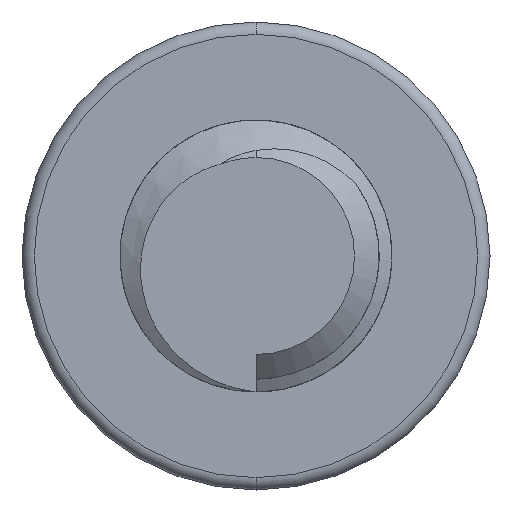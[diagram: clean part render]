
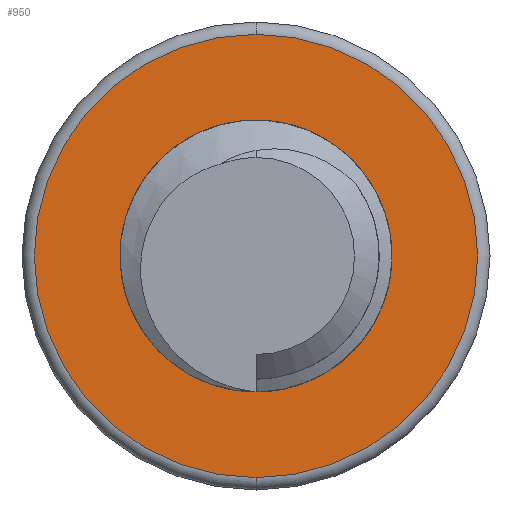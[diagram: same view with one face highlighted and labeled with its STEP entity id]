
A CAD part, front view. The second image highlights one B-rep face of the part: STEP entity #950.
In plain terms, the highlighted planar face has unit normal (0, -1, 0).
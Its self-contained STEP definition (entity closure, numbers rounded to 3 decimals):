
#84 = ORIENTED_EDGE ( 'NONE', *, *, #1007, .F. ) ;
#475 = EDGE_CURVE ( 'NONE', #1973, #1974, #610, .T. ) ;
#488 = EDGE_CURVE ( 'NONE', #2015, #1981, #598, .T. ) ;
#598 = CIRCLE ( 'NONE', #602, 9. ) ;
#601 = AXIS2_PLACEMENT_3D ( 'NONE', #4741, #4740, #4739 ) ;
#602 = AXIS2_PLACEMENT_3D ( 'NONE', #4670, #4669, #4668 ) ;
#610 = CIRCLE ( 'NONE', #601, 4.5 ) ;
#699 = AXIS2_PLACEMENT_3D ( 'NONE', #1124, #1125, #1121 ) ;
#909 = EDGE_CURVE ( 'NONE', #1981, #2015, #1064, .T. ) ;
#950 = ADVANCED_FACE ( 'NONE', ( #2098, #2099 ), #1127, .F. ) ;
#1007 = EDGE_CURVE ( 'NONE', #1974, #1973, #2989, .T. ) ;
#1062 = AXIS2_PLACEMENT_3D ( 'NONE', #1217, #1218, #1216 ) ;
#1064 = CIRCLE ( 'NONE', #1062, 9. ) ;
#1121 = DIRECTION ( 'NONE',  ( 0., 0., 1. ) ) ;
#1124 = CARTESIAN_POINT ( 'NONE',  ( 0., 30., 4.5 ) ) ;
#1125 = DIRECTION ( 'NONE',  ( 0., 1., 0. ) ) ;
#1127 = PLANE ( 'NONE',  #699 ) ;
#1216 = DIRECTION ( 'NONE',  ( 0., 0., 1. ) ) ;
#1217 = CARTESIAN_POINT ( 'NONE',  ( 0., 30., 0. ) ) ;
#1218 = DIRECTION ( 'NONE',  ( 0., -1., 0. ) ) ;
#1973 = VERTEX_POINT ( 'NONE', #2912 ) ;
#1974 = VERTEX_POINT ( 'NONE', #2913 ) ;
#1981 = VERTEX_POINT ( 'NONE', #2920 ) ;
#2015 = VERTEX_POINT ( 'NONE', #2954 ) ;
#2098 = FACE_OUTER_BOUND ( 'NONE', #4566, .T. ) ;
#2099 = FACE_BOUND ( 'NONE', #4585, .T. ) ;
#2912 = CARTESIAN_POINT ( 'NONE',  ( 0., 30., 4.5 ) ) ;
#2913 = CARTESIAN_POINT ( 'NONE',  ( 0., 30., -4.5 ) ) ;
#2920 = CARTESIAN_POINT ( 'NONE',  ( 0., 30., -9. ) ) ;
#2954 = CARTESIAN_POINT ( 'NONE',  ( 0., 30., 9. ) ) ;
#2989 = CIRCLE ( 'NONE', #2996, 4.5 ) ;
#2996 = AXIS2_PLACEMENT_3D ( 'NONE', #3771, #3772, #3773 ) ;
#3771 = CARTESIAN_POINT ( 'NONE',  ( 0., 30., 0. ) ) ;
#3772 = DIRECTION ( 'NONE',  ( 0., -1., 0. ) ) ;
#3773 = DIRECTION ( 'NONE',  ( 0., 0., -1. ) ) ;
#4542 = ORIENTED_EDGE ( 'NONE', *, *, #909, .T. ) ;
#4552 = ORIENTED_EDGE ( 'NONE', *, *, #488, .T. ) ;
#4566 = EDGE_LOOP ( 'NONE', ( #4552, #4542 ) ) ;
#4580 = ORIENTED_EDGE ( 'NONE', *, *, #475, .F. ) ;
#4585 = EDGE_LOOP ( 'NONE', ( #84, #4580 ) ) ;
#4668 = DIRECTION ( 'NONE',  ( 0., 0., 1. ) ) ;
#4669 = DIRECTION ( 'NONE',  ( 0., -1., 0. ) ) ;
#4670 = CARTESIAN_POINT ( 'NONE',  ( 0., 30., 0. ) ) ;
#4739 = DIRECTION ( 'NONE',  ( 0., 0., -1. ) ) ;
#4740 = DIRECTION ( 'NONE',  ( 0., -1., 0. ) ) ;
#4741 = CARTESIAN_POINT ( 'NONE',  ( 0., 30., 0. ) ) ;
